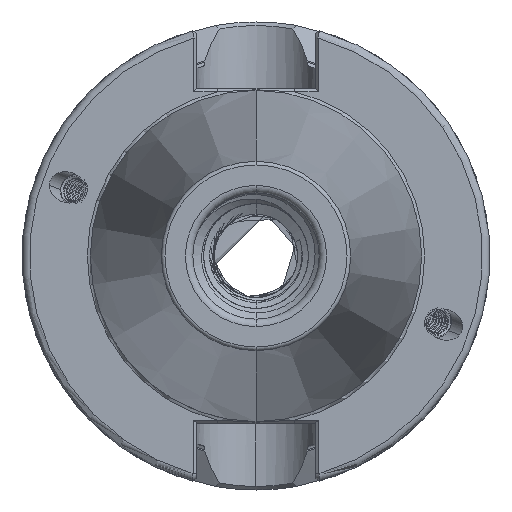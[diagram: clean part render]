
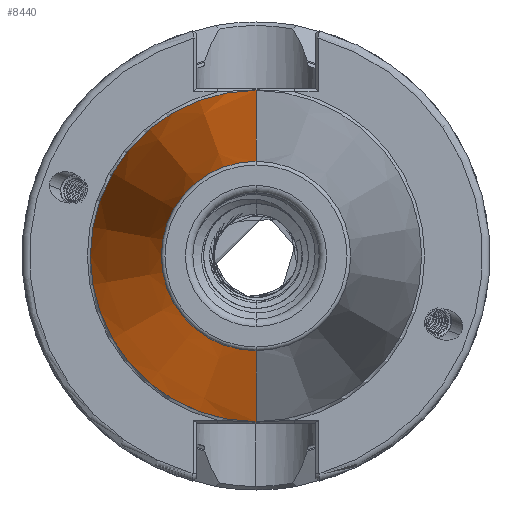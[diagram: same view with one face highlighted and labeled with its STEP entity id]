
A CAD part, left-side view. The second image highlights one B-rep face of the part: STEP entity #8440.
In plain terms, the highlighted conical face has half-angle 8.297 degrees and reference radius 22.298 mm.
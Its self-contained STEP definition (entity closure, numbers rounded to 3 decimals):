
#2734 = VERTEX_POINT ( 'NONE', #5400 ) ;
#2735 = VERTEX_POINT ( 'NONE', #5401 ) ;
#2736 = VERTEX_POINT ( 'NONE', #5402 ) ;
#2737 = VERTEX_POINT ( 'NONE', #5403 ) ;
#3099 = EDGE_LOOP ( 'NONE', ( #3385, #3387, #3386, #3388 ) ) ;
#3385 = ORIENTED_EDGE ( 'NONE', *, *, #8584, .T. ) ;
#3386 = ORIENTED_EDGE ( 'NONE', *, *, #8581, .F. ) ;
#3387 = ORIENTED_EDGE ( 'NONE', *, *, #8583, .T. ) ;
#3388 = ORIENTED_EDGE ( 'NONE', *, *, #8585, .F. ) ;
#3788 = CONICAL_SURFACE ( 'NONE', #6968, 22.298, 0.145 ) ;
#3838 = CIRCLE ( 'NONE', #10144, 22.298 ) ;
#3839 = CIRCLE ( 'NONE', #10149, 12.75 ) ;
#5400 = CARTESIAN_POINT ( 'NONE',  ( -1.5, 0., -22.298 ) ) ;
#5401 = CARTESIAN_POINT ( 'NONE',  ( -1.5, 0., 22.298 ) ) ;
#5402 = CARTESIAN_POINT ( 'NONE',  ( -66.972, 0., -12.75 ) ) ;
#5403 = CARTESIAN_POINT ( 'NONE',  ( -66.972, 0., 12.75 ) ) ;
#6965 = FACE_OUTER_BOUND ( 'NONE', #3099, .T. ) ;
#6968 = AXIS2_PLACEMENT_3D ( 'NONE', #12682, #12683, #12684 ) ;
#8440 = ADVANCED_FACE ( 'NONE', ( #6965 ), #3788, .T. ) ;
#8581 = EDGE_CURVE ( 'NONE', #2734, #2735, #3838, .T. ) ;
#8583 = EDGE_CURVE ( 'NONE', #2737, #2735, #13648, .T. ) ;
#8584 = EDGE_CURVE ( 'NONE', #2736, #2737, #3839, .T. ) ;
#8585 = EDGE_CURVE ( 'NONE', #2736, #2734, #13654, .T. ) ;
#10144 = AXIS2_PLACEMENT_3D ( 'NONE', #13641, #13642, #13643 ) ;
#10149 = AXIS2_PLACEMENT_3D ( 'NONE', #13644, #13651, #13652 ) ;
#10150 = VECTOR ( 'NONE', #13650, 1000. ) ;
#10152 = VECTOR ( 'NONE', #13656, 1000. ) ;
#12682 = CARTESIAN_POINT ( 'NONE',  ( -1.5, 0., 0. ) ) ;
#12683 = DIRECTION ( 'NONE',  ( 1., 0., 0. ) ) ;
#12684 = DIRECTION ( 'NONE',  ( 0., 0., -1. ) ) ;
#13641 = CARTESIAN_POINT ( 'NONE',  ( -1.5, 0., 0. ) ) ;
#13642 = DIRECTION ( 'NONE',  ( 1., 0., 0. ) ) ;
#13643 = DIRECTION ( 'NONE',  ( 0., 0., -1. ) ) ;
#13644 = CARTESIAN_POINT ( 'NONE',  ( -66.972, 0., 0. ) ) ;
#13648 = LINE ( 'NONE', #13649, #10150 ) ;
#13649 = CARTESIAN_POINT ( 'NONE',  ( -1.5, 0., 22.298 ) ) ;
#13650 = DIRECTION ( 'NONE',  ( 0.99, 0., 0.144 ) ) ;
#13651 = DIRECTION ( 'NONE',  ( 1., 0., 0. ) ) ;
#13652 = DIRECTION ( 'NONE',  ( 0., 0., -1. ) ) ;
#13654 = LINE ( 'NONE', #13655, #10152 ) ;
#13655 = CARTESIAN_POINT ( 'NONE',  ( -1.5, 0., -22.298 ) ) ;
#13656 = DIRECTION ( 'NONE',  ( 0.99, 0., -0.144 ) ) ;
